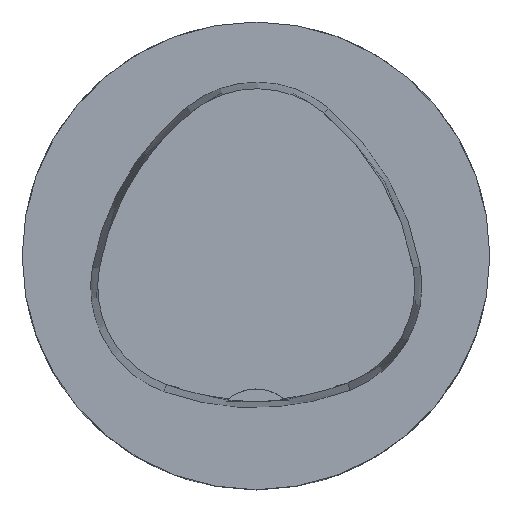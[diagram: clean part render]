
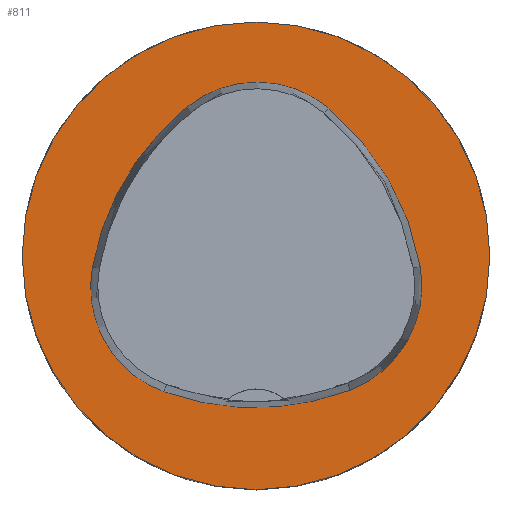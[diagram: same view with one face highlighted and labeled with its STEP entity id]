
A CAD part, top view. The second image highlights one B-rep face of the part: STEP entity #811.
In plain terms, the highlighted planar face has unit normal (0, 0, 1).
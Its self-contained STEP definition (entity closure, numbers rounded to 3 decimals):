
#356=FACE_BOUND('',#1440,.T.);
#357=FACE_BOUND('',#1441,.T.);
#458=CIRCLE('',#4723,31.5);
#459=CIRCLE('',#4729,36.);
#461=CIRCLE('',#4732,15.);
#463=CIRCLE('',#4735,36.);
#465=CIRCLE('',#4738,15.);
#469=CIRCLE('',#4743,36.);
#471=CIRCLE('',#4746,15.);
#811=ADVANCED_FACE('',(#356,#357),#987,.T.);
#987=PLANE('',#4751);
#1440=EDGE_LOOP('',(#2386,#2387,#2388,#2389,#2390,#2391));
#1441=EDGE_LOOP('',(#2392));
#2386=ORIENTED_EDGE('',*,*,#3497,.T.);
#2387=ORIENTED_EDGE('',*,*,#3477,.T.);
#2388=ORIENTED_EDGE('',*,*,#3481,.T.);
#2389=ORIENTED_EDGE('',*,*,#3484,.T.);
#2390=ORIENTED_EDGE('',*,*,#3487,.T.);
#2391=ORIENTED_EDGE('',*,*,#3495,.T.);
#2392=ORIENTED_EDGE('',*,*,#3468,.F.);
#2953=VERTEX_POINT('',#7273);
#2962=VERTEX_POINT('',#7292);
#2963=VERTEX_POINT('',#7293);
#2966=VERTEX_POINT('',#7301);
#2968=VERTEX_POINT('',#7307);
#2970=VERTEX_POINT('',#7313);
#2977=VERTEX_POINT('',#7334);
#3468=EDGE_CURVE('',#2953,#2953,#458,.T.);
#3477=EDGE_CURVE('',#2962,#2963,#459,.T.);
#3481=EDGE_CURVE('',#2963,#2966,#461,.T.);
#3484=EDGE_CURVE('',#2966,#2968,#463,.T.);
#3487=EDGE_CURVE('',#2968,#2970,#465,.T.);
#3495=EDGE_CURVE('',#2970,#2977,#469,.T.);
#3497=EDGE_CURVE('',#2977,#2962,#471,.T.);
#4723=AXIS2_PLACEMENT_3D('',#7272,#5633,#5634);
#4729=AXIS2_PLACEMENT_3D('',#7291,#5649,#5650);
#4732=AXIS2_PLACEMENT_3D('',#7300,#5657,#5658);
#4735=AXIS2_PLACEMENT_3D('',#7306,#5664,#5665);
#4738=AXIS2_PLACEMENT_3D('',#7312,#5671,#5672);
#4743=AXIS2_PLACEMENT_3D('',#7335,#5683,#5684);
#4746=AXIS2_PLACEMENT_3D('',#7338,#5689,#5690);
#4751=AXIS2_PLACEMENT_3D('',#7343,#5699,#5700);
#5633=DIRECTION('',(0.,0.,-1.));
#5634=DIRECTION('',(-1.,0.,0.));
#5649=DIRECTION('',(0.,0.,-1.));
#5650=DIRECTION('',(-1.,0.,0.));
#5657=DIRECTION('',(0.,0.,-1.));
#5658=DIRECTION('',(-1.,0.,0.));
#5664=DIRECTION('',(0.,0.,-1.));
#5665=DIRECTION('',(-1.,0.,0.));
#5671=DIRECTION('',(0.,0.,-1.));
#5672=DIRECTION('',(-1.,0.,0.));
#5683=DIRECTION('',(0.,0.,-1.));
#5684=DIRECTION('',(-1.,0.,0.));
#5689=DIRECTION('',(0.,0.,-1.));
#5690=DIRECTION('',(-1.,0.,0.));
#5699=DIRECTION('',(0.,0.,1.));
#5700=DIRECTION('',(-1.,0.,0.));
#7272=CARTESIAN_POINT('',(0.,0.,0.));
#7273=CARTESIAN_POINT('',(-31.5,0.,0.));
#7291=CARTESIAN_POINT('',(13.398,-7.893,0.));
#7292=CARTESIAN_POINT('',(-22.041,-1.562,0.));
#7293=CARTESIAN_POINT('',(-9.317,20.036,0.));
#7300=CARTESIAN_POINT('',(0.148,8.399,0.));
#7301=CARTESIAN_POINT('',(9.779,19.898,0.));
#7306=CARTESIAN_POINT('',(-13.337,-7.7,0.));
#7307=CARTESIAN_POINT('',(22.122,-1.48,0.));
#7312=CARTESIAN_POINT('',(7.347,-4.071,0.));
#7313=CARTESIAN_POINT('',(12.693,-18.087,0.));
#7334=CARTESIAN_POINT('',(-12.373,-18.307,0.));
#7335=CARTESIAN_POINT('',(-0.137,15.55,0.));
#7338=CARTESIAN_POINT('',(-7.275,-4.2,0.));
#7343=CARTESIAN_POINT('',(0.,0.,0.));
